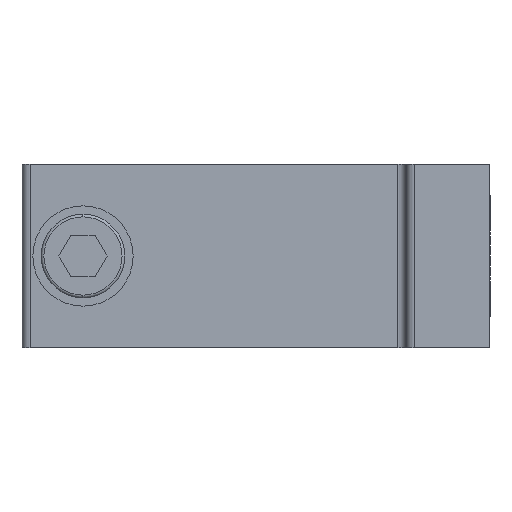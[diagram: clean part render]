
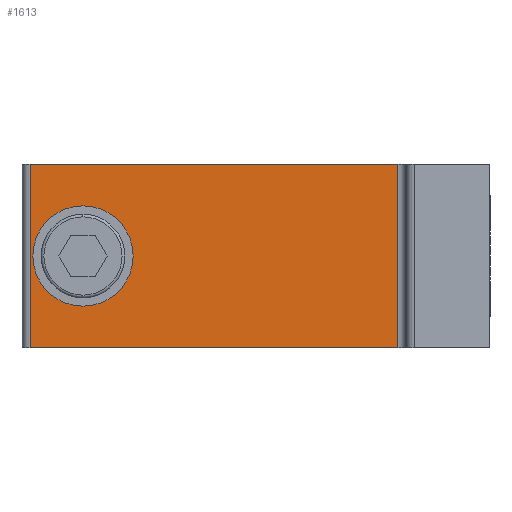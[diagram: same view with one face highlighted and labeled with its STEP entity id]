
A CAD part, left-side view. The second image highlights one B-rep face of the part: STEP entity #1613.
In plain terms, the highlighted planar face has unit normal (-1, 0, 0).
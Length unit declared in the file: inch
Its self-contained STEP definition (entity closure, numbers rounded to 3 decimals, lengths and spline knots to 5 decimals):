
#2 = VERTEX_POINT ( 'NONE', #170 ) ;
#33 = CARTESIAN_POINT ( 'NONE',  ( -0.5, 1.542, -0.344 ) ) ;
#88 = VERTEX_POINT ( 'NONE', #677 ) ;
#97 = EDGE_CURVE ( 'NONE', #523, #2, #938, .T. ) ;
#136 = CARTESIAN_POINT ( 'NONE',  ( -0.5, 1.73875, 0. ) ) ;
#142 = AXIS2_PLACEMENT_3D ( 'NONE', #1117, #358, #1355 ) ;
#170 = CARTESIAN_POINT ( 'NONE',  ( -0.5, 0.36425, 0. ) ) ;
#267 = VECTOR ( 'NONE', #1062, 39.37008 ) ;
#358 = DIRECTION ( 'NONE',  ( -1., 0., 0. ) ) ;
#384 = DIRECTION ( 'NONE',  ( -1., 0., 0. ) ) ;
#388 = ORIENTED_EDGE ( 'NONE', *, *, #761, .F. ) ;
#389 = LINE ( 'NONE', #758, #762 ) ;
#437 = ORIENTED_EDGE ( 'NONE', *, *, #1635, .T. ) ;
#508 = CARTESIAN_POINT ( 'NONE',  ( -0.5, 1.73875, -12. ) ) ;
#523 = VERTEX_POINT ( 'NONE', #136 ) ;
#547 = CARTESIAN_POINT ( 'NONE',  ( -0.5, 1.73875, -0.688 ) ) ;
#571 = CIRCLE ( 'NONE', #142, 0.1875 ) ;
#634 = FACE_BOUND ( 'NONE', #791, .T. ) ;
#665 = DIRECTION ( 'NONE',  ( 0., -1., 0. ) ) ;
#677 = CARTESIAN_POINT ( 'NONE',  ( -0.5, 1.542, -0.5315 ) ) ;
#738 = DIRECTION ( 'NONE',  ( 0., 1., 0. ) ) ;
#758 = CARTESIAN_POINT ( 'NONE',  ( -0.5, 1.73875, -12. ) ) ;
#761 = EDGE_CURVE ( 'NONE', #1325, #523, #389, .T. ) ;
#762 = VECTOR ( 'NONE', #767, 39.37008 ) ;
#767 = DIRECTION ( 'NONE',  ( 0., 0., 1. ) ) ;
#791 = EDGE_LOOP ( 'NONE', ( #802, #1507 ) ) ;
#793 = AXIS2_PLACEMENT_3D ( 'NONE', #33, #824, #1559 ) ;
#802 = ORIENTED_EDGE ( 'NONE', *, *, #1531, .F. ) ;
#824 = DIRECTION ( 'NONE',  ( -1., 0., 0. ) ) ;
#830 = CARTESIAN_POINT ( 'NONE',  ( -0.5, 1.73875, 0. ) ) ;
#833 = VECTOR ( 'NONE', #1375, 39.37008 ) ;
#834 = EDGE_CURVE ( 'NONE', #88, #1612, #1000, .T. ) ;
#892 = VERTEX_POINT ( 'NONE', #950 ) ;
#938 = LINE ( 'NONE', #830, #267 ) ;
#950 = CARTESIAN_POINT ( 'NONE',  ( -0.5, 0.36425, -0.688 ) ) ;
#952 = ORIENTED_EDGE ( 'NONE', *, *, #97, .F. ) ;
#1000 = CIRCLE ( 'NONE', #793, 0.1875 ) ;
#1019 = CARTESIAN_POINT ( 'NONE',  ( -0.5, 0.36425, -12. ) ) ;
#1062 = DIRECTION ( 'NONE',  ( 0., -1., 0. ) ) ;
#1117 = CARTESIAN_POINT ( 'NONE',  ( -0.5, 1.542, -0.344 ) ) ;
#1145 = AXIS2_PLACEMENT_3D ( 'NONE', #508, #384, #665 ) ;
#1223 = VECTOR ( 'NONE', #738, 39.37008 ) ;
#1249 = ORIENTED_EDGE ( 'NONE', *, *, #1383, .F. ) ;
#1251 = PLANE ( 'NONE',  #1145 ) ;
#1325 = VERTEX_POINT ( 'NONE', #547 ) ;
#1355 = DIRECTION ( 'NONE',  ( 0., 0., 1. ) ) ;
#1375 = DIRECTION ( 'NONE',  ( 0., 0., 1. ) ) ;
#1382 = LINE ( 'NONE', #1019, #833 ) ;
#1383 = EDGE_CURVE ( 'NONE', #892, #1325, #1595, .T. ) ;
#1404 = FACE_OUTER_BOUND ( 'NONE', #1586, .T. ) ;
#1504 = CARTESIAN_POINT ( 'NONE',  ( -0.5, 1.542, -0.1565 ) ) ;
#1507 = ORIENTED_EDGE ( 'NONE', *, *, #834, .F. ) ;
#1531 = EDGE_CURVE ( 'NONE', #1612, #88, #571, .T. ) ;
#1559 = DIRECTION ( 'NONE',  ( 0., 0., 1. ) ) ;
#1586 = EDGE_LOOP ( 'NONE', ( #388, #1249, #437, #952 ) ) ;
#1595 = LINE ( 'NONE', #1615, #1223 ) ;
#1612 = VERTEX_POINT ( 'NONE', #1504 ) ;
#1613 = ADVANCED_FACE ( 'NONE', ( #1404, #634 ), #1251, .T. ) ;
#1615 = CARTESIAN_POINT ( 'NONE',  ( -0.5, 1.73875, -0.688 ) ) ;
#1635 = EDGE_CURVE ( 'NONE', #892, #2, #1382, .T. ) ;
